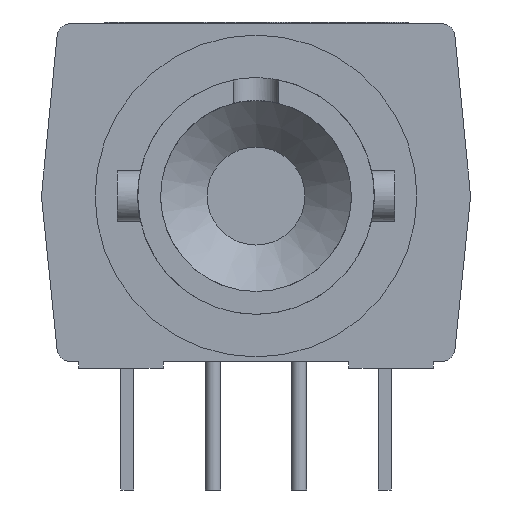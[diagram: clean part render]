
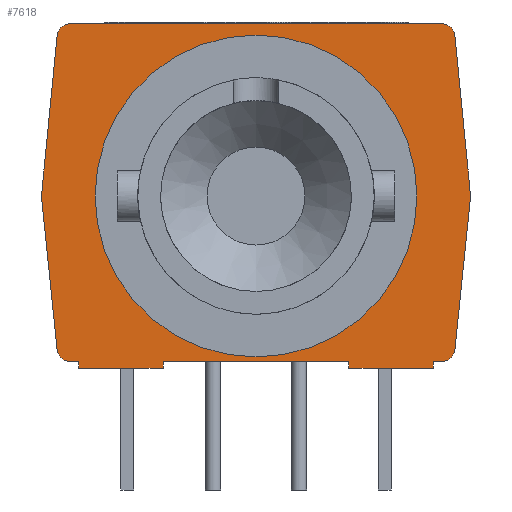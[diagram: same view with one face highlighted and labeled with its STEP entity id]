
A CAD part, front view. The second image highlights one B-rep face of the part: STEP entity #7618.
In plain terms, the highlighted planar face has unit normal (0, -1, 0).
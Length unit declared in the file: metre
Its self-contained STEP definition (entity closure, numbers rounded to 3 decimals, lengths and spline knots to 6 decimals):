
#388=LINE('',#10599,#1269);
#389=LINE('',#10604,#1270);
#390=LINE('',#10608,#1271);
#391=LINE('',#10610,#1272);
#392=LINE('',#10614,#1273);
#393=LINE('',#10616,#1274);
#394=LINE('',#10618,#1275);
#395=LINE('',#10620,#1276);
#396=LINE('',#10622,#1277);
#397=LINE('',#10624,#1278);
#398=LINE('',#10626,#1279);
#399=LINE('',#10628,#1280);
#400=LINE('',#10630,#1281);
#401=LINE('',#10634,#1282);
#1269=VECTOR('',#8722,1.);
#1270=VECTOR('',#8725,1.);
#1271=VECTOR('',#8728,1.);
#1272=VECTOR('',#8729,1.);
#1273=VECTOR('',#8732,1.);
#1274=VECTOR('',#8733,1.);
#1275=VECTOR('',#8734,1.);
#1276=VECTOR('',#8735,1.);
#1277=VECTOR('',#8736,1.);
#1278=VECTOR('',#8737,1.);
#1279=VECTOR('',#8738,1.);
#1280=VECTOR('',#8739,1.);
#1281=VECTOR('',#8740,1.);
#1282=VECTOR('',#8743,1.);
#2150=ORIENTED_EDGE('',*,*,#4322,.F.);
#2151=ORIENTED_EDGE('',*,*,#4323,.T.);
#2152=ORIENTED_EDGE('',*,*,#4324,.T.);
#2153=ORIENTED_EDGE('',*,*,#4325,.T.);
#2154=ORIENTED_EDGE('',*,*,#4326,.T.);
#2155=ORIENTED_EDGE('',*,*,#4327,.T.);
#2156=ORIENTED_EDGE('',*,*,#4328,.T.);
#2157=ORIENTED_EDGE('',*,*,#4329,.T.);
#2158=ORIENTED_EDGE('',*,*,#4330,.F.);
#2159=ORIENTED_EDGE('',*,*,#4331,.F.);
#2160=ORIENTED_EDGE('',*,*,#4332,.F.);
#2161=ORIENTED_EDGE('',*,*,#4333,.T.);
#2162=ORIENTED_EDGE('',*,*,#4334,.F.);
#2163=ORIENTED_EDGE('',*,*,#4335,.F.);
#2164=ORIENTED_EDGE('',*,*,#4336,.F.);
#2165=ORIENTED_EDGE('',*,*,#4337,.T.);
#2166=ORIENTED_EDGE('',*,*,#4338,.F.);
#2167=ORIENTED_EDGE('',*,*,#4339,.T.);
#2168=ORIENTED_EDGE('',*,*,#4340,.T.);
#4322=EDGE_CURVE('',#5408,#5408,#6142,.F.);
#4323=EDGE_CURVE('',#5409,#5410,#388,.T.);
#4324=EDGE_CURVE('',#5410,#5411,#6143,.T.);
#4325=EDGE_CURVE('',#5411,#5412,#389,.T.);
#4326=EDGE_CURVE('',#5412,#5413,#6144,.T.);
#4327=EDGE_CURVE('',#5413,#5414,#390,.T.);
#4328=EDGE_CURVE('',#5414,#5415,#391,.T.);
#4329=EDGE_CURVE('',#5415,#5416,#6145,.T.);
#4330=EDGE_CURVE('',#5417,#5416,#392,.T.);
#4331=EDGE_CURVE('',#5418,#5417,#393,.T.);
#4332=EDGE_CURVE('',#5419,#5418,#394,.T.);
#4333=EDGE_CURVE('',#5419,#5420,#395,.T.);
#4334=EDGE_CURVE('',#5421,#5420,#396,.T.);
#4335=EDGE_CURVE('',#5422,#5421,#397,.T.);
#4336=EDGE_CURVE('',#5423,#5422,#398,.T.);
#4337=EDGE_CURVE('',#5423,#5424,#399,.T.);
#4338=EDGE_CURVE('',#5425,#5424,#400,.T.);
#4339=EDGE_CURVE('',#5425,#5426,#6146,.T.);
#4340=EDGE_CURVE('',#5426,#5409,#401,.T.);
#5408=VERTEX_POINT('',#10598);
#5409=VERTEX_POINT('',#10600);
#5410=VERTEX_POINT('',#10601);
#5411=VERTEX_POINT('',#10603);
#5412=VERTEX_POINT('',#10605);
#5413=VERTEX_POINT('',#10607);
#5414=VERTEX_POINT('',#10609);
#5415=VERTEX_POINT('',#10611);
#5416=VERTEX_POINT('',#10613);
#5417=VERTEX_POINT('',#10615);
#5418=VERTEX_POINT('',#10617);
#5419=VERTEX_POINT('',#10619);
#5420=VERTEX_POINT('',#10621);
#5421=VERTEX_POINT('',#10623);
#5422=VERTEX_POINT('',#10625);
#5423=VERTEX_POINT('',#10627);
#5424=VERTEX_POINT('',#10629);
#5425=VERTEX_POINT('',#10631);
#5426=VERTEX_POINT('',#10633);
#6142=CIRCLE('',#8219,0.004763);
#6143=CIRCLE('',#8220,0.0004);
#6144=CIRCLE('',#8221,0.0004);
#6145=CIRCLE('',#8222,0.0004);
#6146=CIRCLE('',#8223,0.0004);
#6197=EDGE_LOOP('',(#2150));
#6198=EDGE_LOOP('',(#2151,#2152,#2153,#2154,#2155,#2156,#2157,#2158,#2159,
#2160,#2161,#2162,#2163,#2164,#2165,#2166,#2167,#2168));
#6722=FACE_BOUND('',#6197,.T.);
#6723=FACE_BOUND('',#6198,.T.);
#7248=PLANE('',#8218);
#7618=ADVANCED_FACE('',(#6722,#6723),#7248,.F.);
#8218=AXIS2_PLACEMENT_3D('',#10596,#8718,#8719);
#8219=AXIS2_PLACEMENT_3D('',#10597,#8720,#8721);
#8220=AXIS2_PLACEMENT_3D('',#10602,#8723,#8724);
#8221=AXIS2_PLACEMENT_3D('',#10606,#8726,#8727);
#8222=AXIS2_PLACEMENT_3D('',#10612,#8730,#8731);
#8223=AXIS2_PLACEMENT_3D('',#10632,#8741,#8742);
#8718=DIRECTION('',(0.,1.,0.));
#8719=DIRECTION('',(0.,0.,-1.));
#8720=DIRECTION('',(0.,1.,0.));
#8721=DIRECTION('',(0.,0.,-1.));
#8722=DIRECTION('',(-0.098,0.,0.995));
#8723=DIRECTION('',(0.,-1.,0.));
#8724=DIRECTION('',(0.,0.,-1.));
#8725=DIRECTION('',(-1.,0.,0.));
#8726=DIRECTION('',(0.,-1.,0.));
#8727=DIRECTION('',(0.,0.,-1.));
#8728=DIRECTION('',(-0.098,0.,-0.995));
#8729=DIRECTION('',(0.102,0.,-0.995));
#8730=DIRECTION('',(0.,-1.,0.));
#8731=DIRECTION('',(0.,0.,-1.));
#8732=DIRECTION('',(-1.,0.,0.));
#8733=DIRECTION('',(0.,0.,1.));
#8734=DIRECTION('',(-1.,0.,0.));
#8735=DIRECTION('',(0.,0.,1.));
#8736=DIRECTION('',(-1.,0.,0.));
#8737=DIRECTION('',(0.,0.,1.));
#8738=DIRECTION('',(-1.,0.,0.));
#8739=DIRECTION('',(0.,0.,1.));
#8740=DIRECTION('',(-1.,0.,0.));
#8741=DIRECTION('',(0.,-1.,0.));
#8742=DIRECTION('',(0.,0.,-1.));
#8743=DIRECTION('',(0.102,0.,0.995));
#10596=CARTESIAN_POINT('',(0.00635,-0.00635,0.0002));
#10597=CARTESIAN_POINT('',(0.,-0.00635,0.0051));
#10598=CARTESIAN_POINT('',(0.,-0.00635,0.000338));
#10599=CARTESIAN_POINT('',(0.00635,-0.00635,0.0051));
#10600=CARTESIAN_POINT('',(0.00635,-0.00635,0.0051));
#10601=CARTESIAN_POINT('',(0.005885,-0.00635,0.009839));
#10602=CARTESIAN_POINT('',(0.005487,-0.00635,0.0098));
#10603=CARTESIAN_POINT('',(0.005487,-0.00635,0.0102));
#10604=CARTESIAN_POINT('',(0.00635,-0.00635,0.0102));
#10605=CARTESIAN_POINT('',(-0.005487,-0.00635,0.0102));
#10606=CARTESIAN_POINT('',(-0.005487,-0.00635,0.0098));
#10607=CARTESIAN_POINT('',(-0.005885,-0.00635,0.009839));
#10608=CARTESIAN_POINT('',(-0.00635,-0.00635,0.0051));
#10609=CARTESIAN_POINT('',(-0.00635,-0.00635,0.0051));
#10610=CARTESIAN_POINT('',(-0.00585,-0.00635,0.0002));
#10611=CARTESIAN_POINT('',(-0.005887,-0.00635,0.000559));
#10612=CARTESIAN_POINT('',(-0.005489,-0.00635,0.0006));
#10613=CARTESIAN_POINT('',(-0.005489,-0.00635,0.0002));
#10614=CARTESIAN_POINT('',(0.00635,-0.00635,0.0002));
#10615=CARTESIAN_POINT('',(-0.00525,-0.00635,0.0002));
#10616=CARTESIAN_POINT('',(-0.00525,-0.00635,0.));
#10617=CARTESIAN_POINT('',(-0.00525,-0.00635,0.));
#10618=CARTESIAN_POINT('',(-0.00275,-0.00635,0.));
#10619=CARTESIAN_POINT('',(-0.00275,-0.00635,0.));
#10620=CARTESIAN_POINT('',(-0.00275,-0.00635,0.0002));
#10621=CARTESIAN_POINT('',(-0.00275,-0.00635,0.0002));
#10622=CARTESIAN_POINT('',(0.00635,-0.00635,0.0002));
#10623=CARTESIAN_POINT('',(0.00275,-0.00635,0.0002));
#10624=CARTESIAN_POINT('',(0.00275,-0.00635,0.));
#10625=CARTESIAN_POINT('',(0.00275,-0.00635,0.));
#10626=CARTESIAN_POINT('',(0.00525,-0.00635,0.));
#10627=CARTESIAN_POINT('',(0.00525,-0.00635,0.));
#10628=CARTESIAN_POINT('',(0.00525,-0.00635,0.0002));
#10629=CARTESIAN_POINT('',(0.00525,-0.00635,0.0002));
#10630=CARTESIAN_POINT('',(0.00635,-0.00635,0.0002));
#10631=CARTESIAN_POINT('',(0.005489,-0.00635,0.0002));
#10632=CARTESIAN_POINT('',(0.005489,-0.00635,0.0006));
#10633=CARTESIAN_POINT('',(0.005887,-0.00635,0.000559));
#10634=CARTESIAN_POINT('',(0.00585,-0.00635,0.0002));
